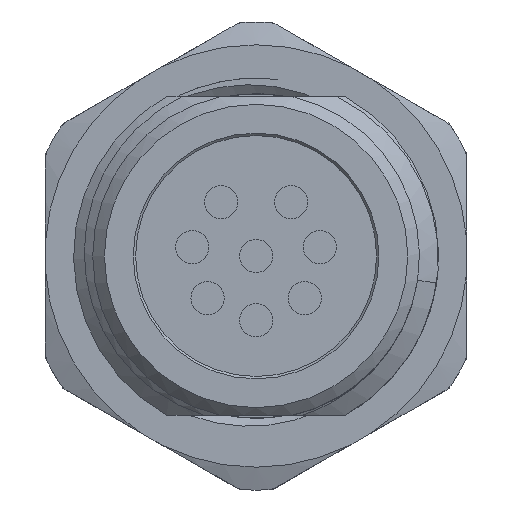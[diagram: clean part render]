
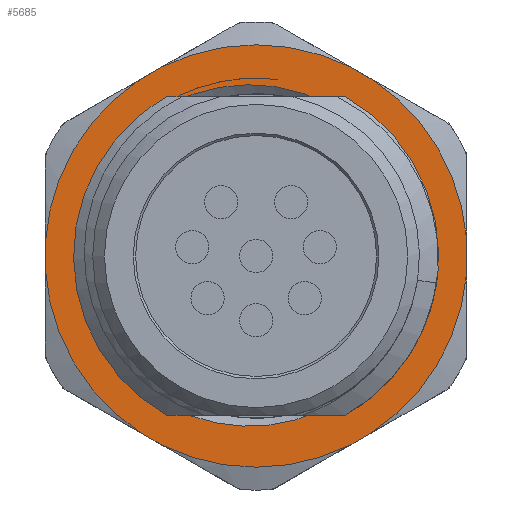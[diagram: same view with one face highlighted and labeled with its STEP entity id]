
A CAD part, left-side view. The second image highlights one B-rep face of the part: STEP entity #5685.
In plain terms, the highlighted planar face has unit normal (-1, 0, 0).
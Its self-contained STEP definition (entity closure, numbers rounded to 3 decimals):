
#306=B_SPLINE_CURVE_WITH_KNOTS('',3,(#27881,#27882,#27883,#27884,#27885,
#27886,#27887),.UNSPECIFIED.,.F.,.F.,(4,1,1,1,4),(0.,
0.004,0.009,0.013,0.017),
 .UNSPECIFIED.);
#307=B_SPLINE_CURVE_WITH_KNOTS('',3,(#27891,#27892,#27893,#27894,#27895,
#27896,#27897),.UNSPECIFIED.,.F.,.F.,(4,1,1,1,4),(0.,
0.004,0.009,0.013,0.017),
 .UNSPECIFIED.);
#564=LINE('',#27898,#791);
#565=LINE('',#27903,#792);
#566=LINE('',#27907,#793);
#567=LINE('',#27911,#794);
#568=LINE('',#27915,#795);
#569=LINE('',#27919,#796);
#791=VECTOR('',#8153,1000.);
#792=VECTOR('',#8156,1000.);
#793=VECTOR('',#8159,1000.);
#794=VECTOR('',#8162,1000.);
#795=VECTOR('',#8165,1000.);
#796=VECTOR('',#8168,1000.);
#1006=PLANE('',#6715);
#2202=ORIENTED_EDGE('',*,*,#3082,.F.);
#2203=ORIENTED_EDGE('',*,*,#3083,.T.);
#2204=ORIENTED_EDGE('',*,*,#3084,.T.);
#2205=ORIENTED_EDGE('',*,*,#3085,.T.);
#2206=ORIENTED_EDGE('',*,*,#3086,.F.);
#2207=ORIENTED_EDGE('',*,*,#3087,.T.);
#2208=ORIENTED_EDGE('',*,*,#3088,.F.);
#2209=ORIENTED_EDGE('',*,*,#3089,.T.);
#2210=ORIENTED_EDGE('',*,*,#3090,.F.);
#2211=ORIENTED_EDGE('',*,*,#3091,.T.);
#2212=ORIENTED_EDGE('',*,*,#3092,.F.);
#2213=ORIENTED_EDGE('',*,*,#3093,.T.);
#2214=ORIENTED_EDGE('',*,*,#3094,.F.);
#2215=ORIENTED_EDGE('',*,*,#3095,.T.);
#2216=ORIENTED_EDGE('',*,*,#3096,.F.);
#2217=ORIENTED_EDGE('',*,*,#3097,.T.);
#3082=EDGE_CURVE('',#3669,#3670,#4030,.T.);
#3083=EDGE_CURVE('',#3669,#3671,#306,.T.);
#3084=EDGE_CURVE('',#3671,#3672,#4031,.F.);
#3085=EDGE_CURVE('',#3672,#3670,#307,.T.);
#3086=EDGE_CURVE('',#3673,#3674,#564,.T.);
#3087=EDGE_CURVE('',#3673,#3675,#4032,.F.);
#3088=EDGE_CURVE('',#3676,#3675,#565,.T.);
#3089=EDGE_CURVE('',#3676,#3677,#4033,.F.);
#3090=EDGE_CURVE('',#3678,#3677,#566,.T.);
#3091=EDGE_CURVE('',#3678,#3679,#4034,.F.);
#3092=EDGE_CURVE('',#3680,#3679,#567,.T.);
#3093=EDGE_CURVE('',#3680,#3681,#4035,.F.);
#3094=EDGE_CURVE('',#3682,#3681,#568,.T.);
#3095=EDGE_CURVE('',#3682,#3683,#4036,.F.);
#3096=EDGE_CURVE('',#3684,#3683,#569,.T.);
#3097=EDGE_CURVE('',#3684,#3674,#4037,.F.);
#3669=VERTEX_POINT('',#27879);
#3670=VERTEX_POINT('',#27880);
#3671=VERTEX_POINT('',#27888);
#3672=VERTEX_POINT('',#27890);
#3673=VERTEX_POINT('',#27899);
#3674=VERTEX_POINT('',#27900);
#3675=VERTEX_POINT('',#27902);
#3676=VERTEX_POINT('',#27904);
#3677=VERTEX_POINT('',#27906);
#3678=VERTEX_POINT('',#27908);
#3679=VERTEX_POINT('',#27910);
#3680=VERTEX_POINT('',#27912);
#3681=VERTEX_POINT('',#27914);
#3682=VERTEX_POINT('',#27916);
#3683=VERTEX_POINT('',#27918);
#3684=VERTEX_POINT('',#27920);
#4030=CIRCLE('',#6716,7.6);
#4031=CIRCLE('',#6717,6.93);
#4032=CIRCLE('',#6718,9.024);
#4033=CIRCLE('',#6719,9.024);
#4034=CIRCLE('',#6720,9.024);
#4035=CIRCLE('',#6721,9.024);
#4036=CIRCLE('',#6722,9.024);
#4037=CIRCLE('',#6723,9.024);
#4561=EDGE_LOOP('',(#2202,#2203,#2204,#2205));
#4562=EDGE_LOOP('',(#2206,#2207,#2208,#2209,#2210,#2211,#2212,#2213,#2214,
#2215,#2216,#2217));
#5144=FACE_BOUND('',#4561,.T.);
#5145=FACE_BOUND('',#4562,.T.);
#5685=ADVANCED_FACE('',(#5144,#5145),#1006,.F.);
#6715=AXIS2_PLACEMENT_3D('',#27877,#8147,#8148);
#6716=AXIS2_PLACEMENT_3D('',#27878,#8149,#8150);
#6717=AXIS2_PLACEMENT_3D('',#27889,#8151,#8152);
#6718=AXIS2_PLACEMENT_3D('',#27901,#8154,#8155);
#6719=AXIS2_PLACEMENT_3D('',#27905,#8157,#8158);
#6720=AXIS2_PLACEMENT_3D('',#27909,#8160,#8161);
#6721=AXIS2_PLACEMENT_3D('',#27913,#8163,#8164);
#6722=AXIS2_PLACEMENT_3D('',#27917,#8166,#8167);
#6723=AXIS2_PLACEMENT_3D('',#27921,#8169,#8170);
#8147=DIRECTION('',(1.,0.,0.));
#8148=DIRECTION('',(0.,0.,-1.));
#8149=DIRECTION('',(-1.,0.,0.));
#8150=DIRECTION('',(0.,1.,0.));
#8151=DIRECTION('',(-1.,0.,0.));
#8152=DIRECTION('',(0.,0.,1.));
#8153=DIRECTION('',(0.,1.,0.));
#8154=DIRECTION('',(1.,0.,0.));
#8155=DIRECTION('',(0.,0.,-1.));
#8156=DIRECTION('',(0.,0.498,-0.867));
#8157=DIRECTION('',(1.,0.,0.));
#8158=DIRECTION('',(0.,0.,-1.));
#8159=DIRECTION('',(0.,-0.498,-0.867));
#8160=DIRECTION('',(1.,0.,0.));
#8161=DIRECTION('',(0.,0.,-1.));
#8162=DIRECTION('',(0.,-1.,0.));
#8163=DIRECTION('',(1.,0.,0.));
#8164=DIRECTION('',(0.,0.,-1.));
#8165=DIRECTION('',(0.,-0.497,0.868));
#8166=DIRECTION('',(1.,0.,0.));
#8167=DIRECTION('',(0.,0.,-1.));
#8168=DIRECTION('',(0.,0.497,0.868));
#8169=DIRECTION('',(1.,0.,0.));
#8170=DIRECTION('',(0.,0.,-1.));
#27877=CARTESIAN_POINT('',(-1.5,0.,0.));
#27878=CARTESIAN_POINT('',(-1.5,0.,0.));
#27879=CARTESIAN_POINT('',(-1.5,-4.081,6.411));
#27880=CARTESIAN_POINT('',(-1.5,3.02,6.974));
#27881=CARTESIAN_POINT('',(-1.5,-4.081,6.411));
#27882=CARTESIAN_POINT('',(-1.5,-5.265,5.593));
#27883=CARTESIAN_POINT('',(-1.5,-7.132,3.294));
#27884=CARTESIAN_POINT('',(-1.5,-7.622,-1.136));
#27885=CARTESIAN_POINT('',(-1.5,-5.55,-5.108));
#27886=CARTESIAN_POINT('',(-1.5,-2.928,-6.508));
#27887=CARTESIAN_POINT('',(-1.5,-1.511,-6.763));
#27888=CARTESIAN_POINT('',(-1.5,-1.511,-6.763));
#27889=CARTESIAN_POINT('',(-1.5,0.,0.));
#27890=CARTESIAN_POINT('',(-1.5,2.558,-6.441));
#27891=CARTESIAN_POINT('',(-1.5,2.558,-6.441));
#27892=CARTESIAN_POINT('',(-1.5,3.917,-5.964));
#27893=CARTESIAN_POINT('',(-1.5,6.29,-4.163));
#27894=CARTESIAN_POINT('',(-1.5,7.705,0.074));
#27895=CARTESIAN_POINT('',(-1.5,6.523,4.38));
#27896=CARTESIAN_POINT('',(-1.5,4.318,6.354));
#27897=CARTESIAN_POINT('',(-1.5,3.02,6.974));
#27898=CARTESIAN_POINT('',(-1.5,-4.376,-8.992));
#27899=CARTESIAN_POINT('',(-1.5,-0.764,-8.992));
#27900=CARTESIAN_POINT('',(-1.5,0.764,-8.992));
#27901=CARTESIAN_POINT('',(-1.5,0.,0.));
#27902=CARTESIAN_POINT('',(-1.5,-7.542,-4.955));
#27903=CARTESIAN_POINT('',(-1.5,-9.974,-0.725));
#27904=CARTESIAN_POINT('',(-1.5,-8.078,-4.024));
#27905=CARTESIAN_POINT('',(-1.5,0.,0.));
#27906=CARTESIAN_POINT('',(-1.5,-8.078,4.024));
#27907=CARTESIAN_POINT('',(-1.5,-5.646,8.254));
#27908=CARTESIAN_POINT('',(-1.5,-7.542,4.955));
#27909=CARTESIAN_POINT('',(-1.5,0.,0.));
#27910=CARTESIAN_POINT('',(-1.5,-0.537,9.008));
#27911=CARTESIAN_POINT('',(-1.5,4.342,9.008));
#27912=CARTESIAN_POINT('',(-1.5,0.537,9.008));
#27913=CARTESIAN_POINT('',(-1.5,0.,0.));
#27914=CARTESIAN_POINT('',(-1.5,7.551,4.941));
#27915=CARTESIAN_POINT('',(-1.5,9.975,0.706));
#27916=CARTESIAN_POINT('',(-1.5,8.085,4.008));
#27917=CARTESIAN_POINT('',(-1.5,0.,0.));
#27918=CARTESIAN_POINT('',(-1.5,8.085,-4.008));
#27919=CARTESIAN_POINT('',(-1.5,5.661,-8.243));
#27920=CARTESIAN_POINT('',(-1.5,7.551,-4.941));
#27921=CARTESIAN_POINT('',(-1.5,0.,0.));
